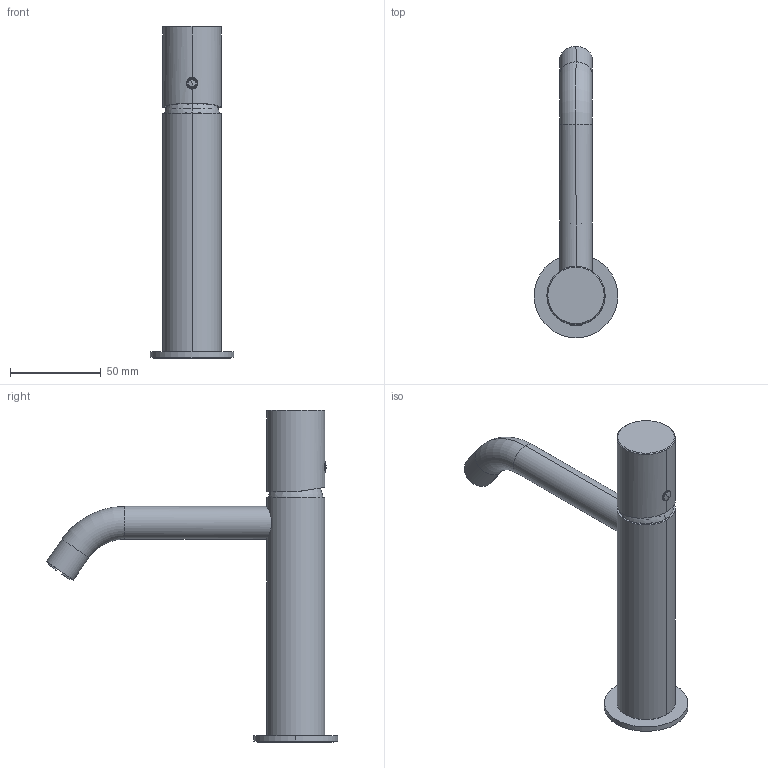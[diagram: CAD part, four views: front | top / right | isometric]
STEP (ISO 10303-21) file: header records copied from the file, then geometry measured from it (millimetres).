
FILE_DESCRIPTION(('CATIA V5 STEP Exchange','CAx-IF Rec.Pracs.--- Model Styling and Organization---1.5--- 2016-08-15','CAx-IF Rec.Pracs.---Supplemental Geometry---1.0---2011-11-01','CAx-IF Rec.Pracs.--- Composite Materials ---3.4---2017-06-13','CAx-IF Rec.Pracs.---Tessellated 3D Geometry---1.0---2015-12-17'),'2;1');
FILE_NAME('X3 00050.stp','2022-09-13T07:22:18+00:00',('none'),('none'),'CATIA Version 5-6 Release 2020 SP2','CATIA V5 STEP AP242 v2','none');
FILE_SCHEMA(('AP242_MANAGED_MODEL_BASED_3D_ENGINEERING_MIM_LF {1 0 10303 442 1 1 4}'));
Length unit declared in the file: millimetre
Products named in the file (12): PR.0484.02; PR9C294; P47408; P46863; P47329; P42743; P50417; PR9C263; P46859; P9C168; P50533; P46958
Assembly tree (11 placements, depth 3):
  PR.0484.02
    PR9C294
      P47408
    P46863
    P47329
    P42743
    P50417
    PR9C263
      P46859
    P9C168
    P50533
    P46958
Bounding box: 46 x 160.07 x 182.5 mm (x, y, z)
Volume: 106384.7 mm3; surface area: 51779.1 mm2
Topology: 9 solids, 10 shells, 2031 faces, 5256 edges, 3401 vertices
Faces by surface type: bspline 1093, cylinder 401, plane 359, cone 86, torus 62, revolution 26, sphere 4
Entity records: 72219 total; most frequent: CARTESIAN_POINT 33746, ORIENTED_EDGE 10476, EDGE_CURVE 5238, B_SPLINE_CURVE_WITH_KNOTS 3571, VERTEX_POINT 3401, DIRECTION 2299, EDGE_LOOP 2227, ADVANCED_FACE 2031
